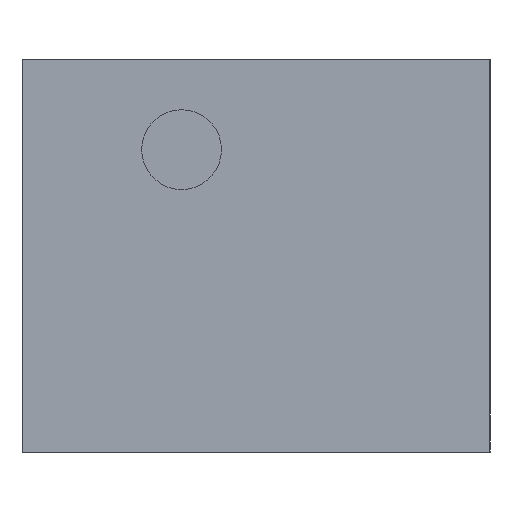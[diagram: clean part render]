
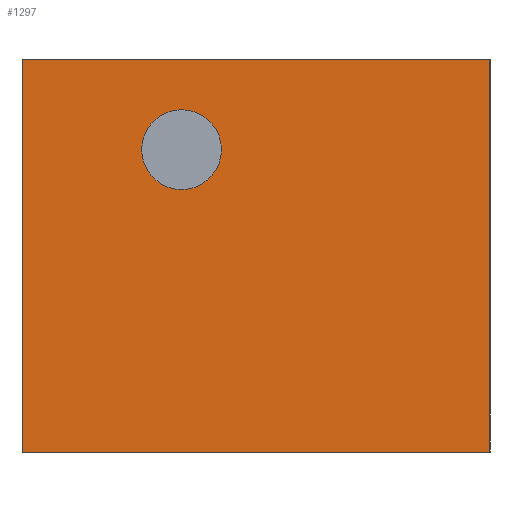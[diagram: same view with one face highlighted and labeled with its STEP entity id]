
A CAD part, left-side view. The second image highlights one B-rep face of the part: STEP entity #1297.
In plain terms, the highlighted planar face has unit normal (-1, 0, 0).
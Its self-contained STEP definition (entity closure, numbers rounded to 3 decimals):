
#19 = ORIENTED_EDGE ( 'NONE', *, *, #496, .F. ) ;
#28 = DIRECTION ( 'NONE',  ( 0., -1., 0. ) ) ;
#85 = ORIENTED_EDGE ( 'NONE', *, *, #295, .T. ) ;
#94 = CARTESIAN_POINT ( 'NONE',  ( 0., 0., 0. ) ) ;
#125 = CIRCLE ( 'NONE', #760, 0.75 ) ;
#128 = PLANE ( 'NONE',  #1129 ) ;
#143 = DIRECTION ( 'NONE',  ( -1., 0., 0. ) ) ;
#203 = VERTEX_POINT ( 'NONE', #480 ) ;
#212 = VECTOR ( 'NONE', #1535, 1000. ) ;
#227 = EDGE_CURVE ( 'NONE', #1376, #301, #1487, .T. ) ;
#232 = ORIENTED_EDGE ( 'NONE', *, *, #813, .F. ) ;
#254 = FACE_OUTER_BOUND ( 'NONE', #527, .T. ) ;
#262 = DIRECTION ( 'NONE',  ( 0., 1., 0. ) ) ;
#292 = DIRECTION ( 'NONE',  ( 0., 0., 1. ) ) ;
#295 = EDGE_CURVE ( 'NONE', #799, #1574, #411, .T. ) ;
#301 = VERTEX_POINT ( 'NONE', #1547 ) ;
#304 = CARTESIAN_POINT ( 'NONE',  ( 0., 8.8, 0. ) ) ;
#320 = ORIENTED_EDGE ( 'NONE', *, *, #934, .F. ) ;
#363 = DIRECTION ( 'NONE',  ( -1., 0., 0. ) ) ;
#384 = DIRECTION ( 'NONE',  ( 1., 0., 0. ) ) ;
#400 = ORIENTED_EDGE ( 'NONE', *, *, #227, .F. ) ;
#411 = LINE ( 'NONE', #1575, #1509 ) ;
#416 = LINE ( 'NONE', #426, #212 ) ;
#426 = CARTESIAN_POINT ( 'NONE',  ( 0., 8.8, 7.4 ) ) ;
#480 = CARTESIAN_POINT ( 'NONE',  ( 0., 8.8, 7.4 ) ) ;
#496 = EDGE_CURVE ( 'NONE', #301, #1376, #125, .T. ) ;
#499 = AXIS2_PLACEMENT_3D ( 'NONE', #902, #143, #292 ) ;
#527 = EDGE_LOOP ( 'NONE', ( #85, #320, #232, #558 ) ) ;
#558 = ORIENTED_EDGE ( 'NONE', *, *, #945, .T. ) ;
#645 = VERTEX_POINT ( 'NONE', #900 ) ;
#662 = DIRECTION ( 'NONE',  ( 0., 0., -1. ) ) ;
#711 = VECTOR ( 'NONE', #1180, 1000. ) ;
#715 = CARTESIAN_POINT ( 'NONE',  ( 0., 0., 7.4 ) ) ;
#736 = EDGE_LOOP ( 'NONE', ( #19, #400 ) ) ;
#760 = AXIS2_PLACEMENT_3D ( 'NONE', #1270, #363, #1244 ) ;
#799 = VERTEX_POINT ( 'NONE', #304 ) ;
#800 = LINE ( 'NONE', #1311, #1425 ) ;
#813 = EDGE_CURVE ( 'NONE', #203, #645, #1586, .T. ) ;
#900 = CARTESIAN_POINT ( 'NONE',  ( 0., 0., 7.4 ) ) ;
#902 = CARTESIAN_POINT ( 'NONE',  ( 0., 5.8, 5.7 ) ) ;
#934 = EDGE_CURVE ( 'NONE', #645, #1574, #800, .T. ) ;
#945 = EDGE_CURVE ( 'NONE', #203, #799, #416, .T. ) ;
#1129 = AXIS2_PLACEMENT_3D ( 'NONE', #1525, #384, #262 ) ;
#1180 = DIRECTION ( 'NONE',  ( 0., -1., 0. ) ) ;
#1244 = DIRECTION ( 'NONE',  ( 0., 0., 1. ) ) ;
#1270 = CARTESIAN_POINT ( 'NONE',  ( 0., 5.8, 5.7 ) ) ;
#1297 = ADVANCED_FACE ( 'NONE', ( #1386, #254 ), #128, .F. ) ;
#1301 = CARTESIAN_POINT ( 'NONE',  ( 0., 5.8, 4.95 ) ) ;
#1311 = CARTESIAN_POINT ( 'NONE',  ( 0., 0., 7.4 ) ) ;
#1376 = VERTEX_POINT ( 'NONE', #1301 ) ;
#1386 = FACE_BOUND ( 'NONE', #736, .T. ) ;
#1425 = VECTOR ( 'NONE', #662, 1000. ) ;
#1487 = CIRCLE ( 'NONE', #499, 0.75 ) ;
#1509 = VECTOR ( 'NONE', #28, 1000. ) ;
#1525 = CARTESIAN_POINT ( 'NONE',  ( 0., 0., 7.4 ) ) ;
#1535 = DIRECTION ( 'NONE',  ( 0., 0., -1. ) ) ;
#1547 = CARTESIAN_POINT ( 'NONE',  ( 0., 5.8, 6.45 ) ) ;
#1574 = VERTEX_POINT ( 'NONE', #94 ) ;
#1575 = CARTESIAN_POINT ( 'NONE',  ( 0., 0., 0. ) ) ;
#1586 = LINE ( 'NONE', #715, #711 ) ;
